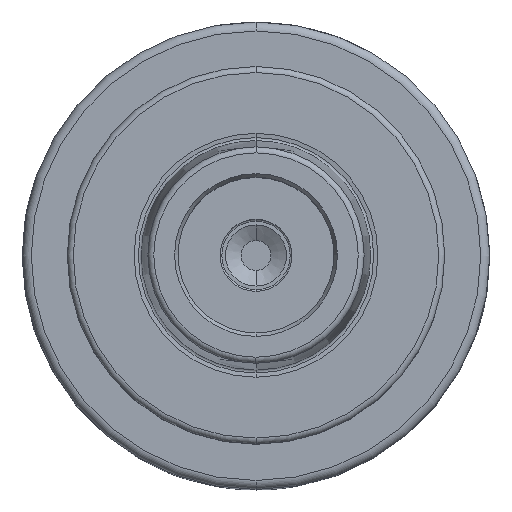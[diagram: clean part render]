
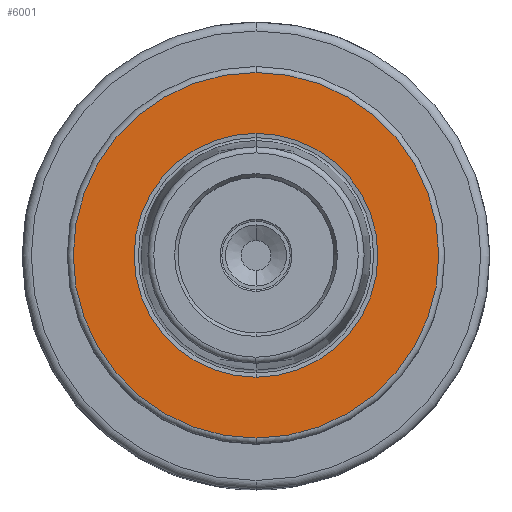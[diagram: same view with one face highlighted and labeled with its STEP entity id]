
A CAD part, top view. The second image highlights one B-rep face of the part: STEP entity #6001.
In plain terms, the highlighted planar face has unit normal (0, 0, 1).
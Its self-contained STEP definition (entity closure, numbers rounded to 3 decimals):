
#1903=CARTESIAN_POINT('',(0,0,26));
#1904=DIRECTION('',(0,0,1));
#1905=DIRECTION('',(0,1,0));
#1906=AXIS2_PLACEMENT_3D('',#1903,#1904,#1905);
#1908=CARTESIAN_POINT('',(0,0,26));
#1909=DIRECTION('',(0,0,1));
#1910=DIRECTION('',(0,-1,0));
#1911=AXIS2_PLACEMENT_3D('',#1908,#1909,#1910);
#1921=CARTESIAN_POINT('',(0,0,26));
#1922=DIRECTION('',(0,0,1));
#1923=DIRECTION('',(0,1,0));
#1924=AXIS2_PLACEMENT_3D('',#1921,#1922,#1923);
#1926=CARTESIAN_POINT('',(0,0,26));
#1927=DIRECTION('',(0,0,-1));
#1928=DIRECTION('',(0,1,0));
#1929=AXIS2_PLACEMENT_3D('',#1926,#1927,#1928);
#2887=CARTESIAN_POINT('',(0,20.344,26));
#2889=VERTEX_POINT('',#2887);
#2917=CARTESIAN_POINT('',(0,-20.344,26));
#2919=VERTEX_POINT('',#2917);
#2963=CARTESIAN_POINT('',(0,30.5,26));
#2964=CARTESIAN_POINT('',(0,-30.5,26));
#2965=VERTEX_POINT('',#2963);
#2966=VERTEX_POINT('',#2964);
#5985=CARTESIAN_POINT('',(0,0,26));
#5986=DIRECTION('',(0,0,-1));
#5987=DIRECTION('',(0,-1,0));
#5988=AXIS2_PLACEMENT_3D('',#5985,#5986,#5987);
#5989=PLANE('',#5988);
#5991=ORIENTED_EDGE('',*,*,#5990,.F.);
#5992=ORIENTED_EDGE('',*,*,#5975,.F.);
#5993=EDGE_LOOP('',(#5991,#5992));
#5994=FACE_OUTER_BOUND('',#5993,.F.);
#5996=ORIENTED_EDGE('',*,*,#5995,.T.);
#5998=ORIENTED_EDGE('',*,*,#5997,.F.);
#5999=EDGE_LOOP('',(#5996,#5998));
#6000=FACE_BOUND('',#5999,.F.);
#6001=ADVANCED_FACE('',(#5994,#6000),#5989,.F.);
#1907=CIRCLE('',#1906,30.5);
#1912=CIRCLE('',#1911,30.5);
#1925=CIRCLE('',#1924,20.344);
#1930=CIRCLE('',#1929,20.344);
#5975=EDGE_CURVE('',#2966,#2965,#1912,.T.);
#5990=EDGE_CURVE('',#2965,#2966,#1907,.T.);
#5995=EDGE_CURVE('',#2889,#2919,#1925,.T.);
#5997=EDGE_CURVE('',#2889,#2919,#1930,.T.);
